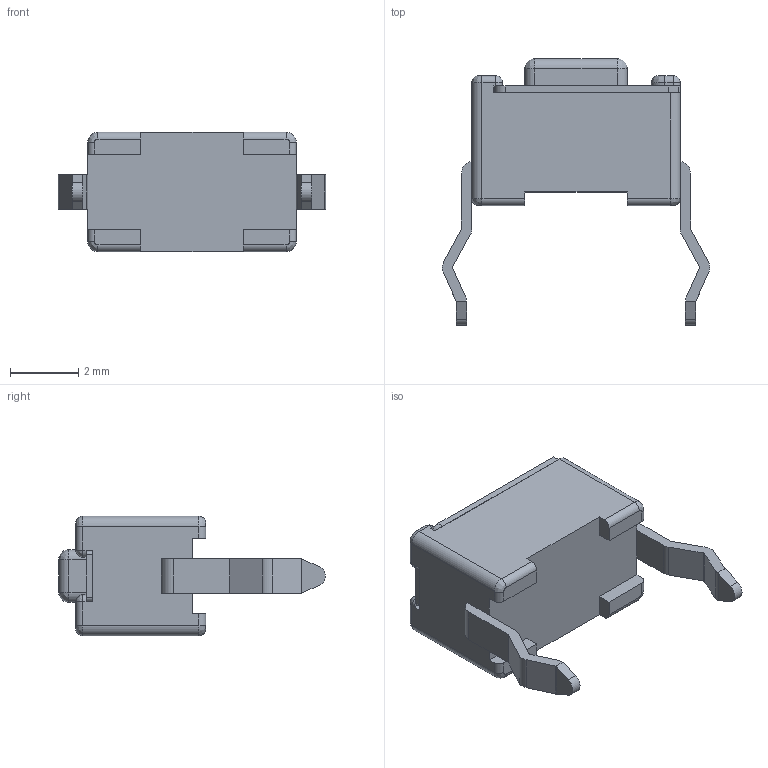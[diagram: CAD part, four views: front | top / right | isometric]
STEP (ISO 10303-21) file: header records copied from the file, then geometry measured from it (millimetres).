
FILE_DESCRIPTION(('FreeCAD Model'),'2;1');
FILE_NAME('Open CASCADE Shape Model','2025-01-22T16:53:40',('Author'),( ''),'Open CASCADE STEP processor 7.6','FreeCAD','Unknown');
FILE_SCHEMA(('AUTOMOTIVE_DESIGN { 1 0 10303 214 1 1 1 1 }'));
Length unit declared in the file: millimetre
Products named in the file (1): SKHLAAA010
Bounding box: 7.82 x 7.8 x 3.5 mm (x, y, z)
Volume: 74.2 mm3; surface area: 150.5 mm2
Topology: 1 solids, 3 shells, 204 faces, 534 edges, 326 vertices
Faces by surface type: plane 104, cylinder 80, bspline 20
Entity records: 7574 total; most frequent: CARTESIAN_POINT 1407, DIRECTION 1044, ORIENTED_EDGE 1044, EDGE_CURVE 522, AXIS2_PLACEMENT_3D 353, LINE 338, VECTOR 338, VERTEX_POINT 326
